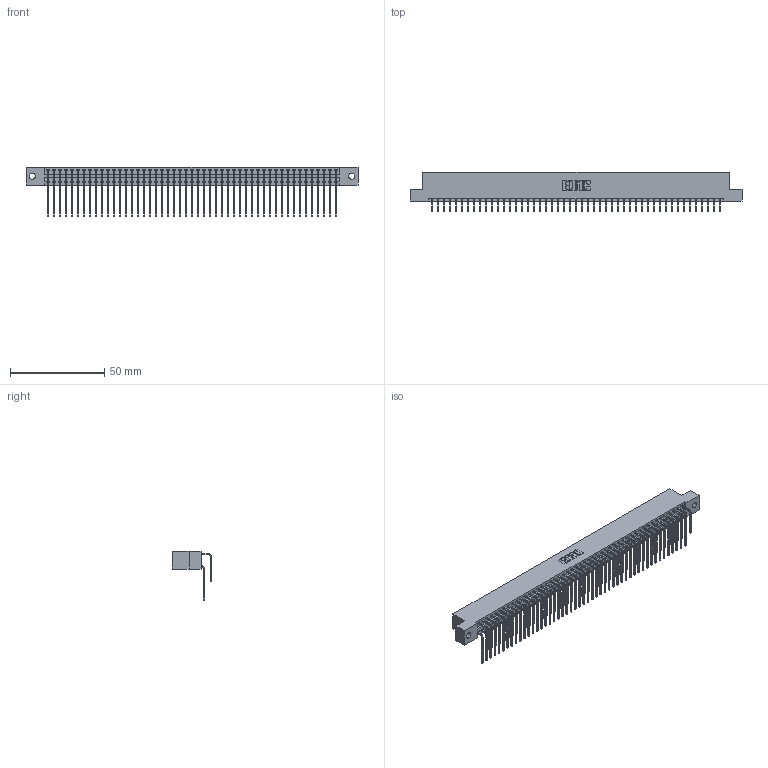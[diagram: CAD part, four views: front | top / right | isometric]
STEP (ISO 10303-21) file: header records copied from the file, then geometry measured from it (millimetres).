
FILE_DESCRIPTION (( 'STEP AP203' ), '1' );
FILE_NAME ('396-098-559-202.STEP', '2019-11-03T15:45:38', ( '' ), ( '' ), 'SwSTEP 2.0', 'SolidWorks 2016', '' );
FILE_SCHEMA (( 'CONFIG_CONTROL_DESIGN' ));
Length unit declared in the file: inch
Products named in the file (4): 345-292-001_558 559 Tail - 1; 346 Part_Flush Mounting Lugs - 0.128 Dia; 396-098-559-202; 345-292-001_559 Tail - 2
Assembly tree (99 placements, depth 2):
  396-098-559-202
    346 Part_Flush Mounting Lugs - 0.128 Dia
    345-292-001_558 559 Tail - 1  x49
    345-292-001_559 Tail - 2  x49
Bounding box: 176.15 x 20.89 x 26.16 mm (x, y, z)
Volume: 17759.7 mm3; surface area: 26964.8 mm2
Topology: 99 solids, 99 shells, 5414 faces, 16107 edges, 10606 vertices
Faces by surface type: plane 3702, cylinder 1712
Entity records: 32823 total; most frequent: CARTESIAN_POINT 5451, ORIENTED_EDGE 5334, DIRECTION 4827, EDGE_CURVE 2667, VECTOR 2299, LINE 2299, VERTEX_POINT 1774, AXIS2_PLACEMENT_3D 1264
